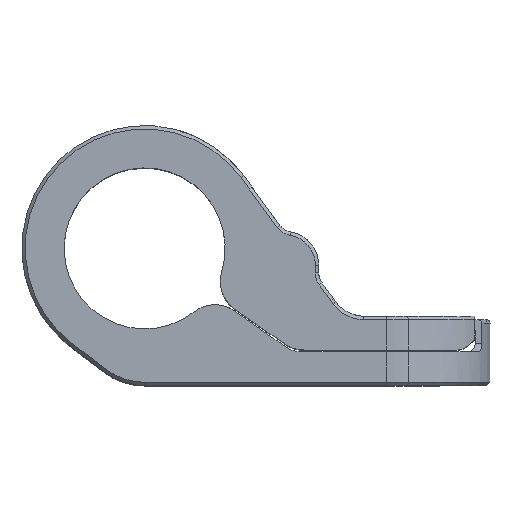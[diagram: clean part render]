
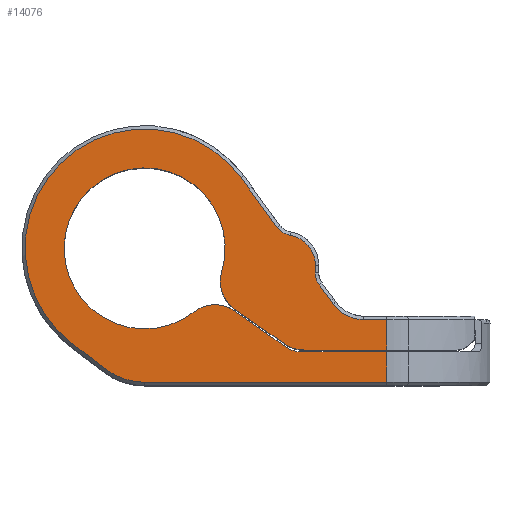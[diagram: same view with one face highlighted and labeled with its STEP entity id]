
A CAD part, top view. The second image highlights one B-rep face of the part: STEP entity #14076.
In plain terms, the highlighted planar face has unit normal (0, 0, 1).
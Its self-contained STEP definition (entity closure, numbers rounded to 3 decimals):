
#1276=CARTESIAN_POINT('',(13.17,-1.5,6.45));
#1277=DIRECTION('',(0.,0.,1.));
#1278=DIRECTION('',(-0.808,-0.59,0.));
#1279=AXIS2_PLACEMENT_3D('',#1276,#1277,#1278);
#1281=DIRECTION('',(-0.585,0.811,0.));
#1282=VECTOR('',#1281,0.049);
#1283=CARTESIAN_POINT('',(11.139,-3.286,6.45));
#1284=LINE('',#1283,#1282);
#1285=CARTESIAN_POINT('',(12.924,-2.,6.45));
#1286=DIRECTION('',(0.,0.,-1.));
#1287=DIRECTION('',(0.,-1.,0.));
#1288=AXIS2_PLACEMENT_3D('',#1285,#1286,#1287);
#1290=DIRECTION('',(-1.,0.,0.));
#1291=VECTOR('',#1290,1.36);
#1292=CARTESIAN_POINT('',(14.284,-4.2,6.45));
#1293=LINE('',#1292,#1291);
#1294=DIRECTION('',(0.,1.,0.));
#1295=VECTOR('',#1294,1.8);
#1296=CARTESIAN_POINT('',(14.284,-6.,6.45));
#1297=LINE('',#1296,#1295);
#1298=DIRECTION('',(1.,0.,0.));
#1299=VECTOR('',#1298,4.851);
#1300=CARTESIAN_POINT('',(9.433,-6.,6.45));
#1301=LINE('',#1300,#1299);
#1302=CARTESIAN_POINT('',(9.433,-3.9,6.45));
#1303=DIRECTION('',(0.,0.,1.));
#1304=DIRECTION('',(-0.574,-0.819,0.));
#1305=AXIS2_PLACEMENT_3D('',#1302,#1303,#1304);
#1307=DIRECTION('',(0.819,-0.574,0.));
#1308=VECTOR('',#1307,3.554);
#1309=CARTESIAN_POINT('',(5.317,-3.582,6.45));
#1310=LINE('',#1309,#1308);
#1311=CARTESIAN_POINT('',(6.464,-1.943,6.45));
#1312=DIRECTION('',(0.,0.,1.));
#1313=DIRECTION('',(-0.958,0.288,0.));
#1314=AXIS2_PLACEMENT_3D('',#1311,#1312,#1313);
#1316=CARTESIAN_POINT('',(4.147,-5.326,6.45));
#1317=DIRECTION('',(0.,0.,1.));
#1318=DIRECTION('',(0.574,0.819,0.));
#1319=AXIS2_PLACEMENT_3D('',#1316,#1317,#1318);
#1321=DIRECTION('',(-0.819,0.574,0.));
#1322=VECTOR('',#1321,3.733);
#1323=CARTESIAN_POINT('',(8.352,-5.829,6.45));
#1324=LINE('',#1323,#1322);
#1325=DIRECTION('',(-1.,0.,0.));
#1326=VECTOR('',#1325,5.072);
#1327=CARTESIAN_POINT('',(14.284,-6.1,6.45));
#1328=LINE('',#1327,#1326);
#1329=DIRECTION('',(0.,1.,0.));
#1330=VECTOR('',#1329,1.8);
#1331=CARTESIAN_POINT('',(14.284,-7.9,6.45));
#1332=LINE('',#1331,#1330);
#1333=DIRECTION('',(-1.,0.,0.));
#1334=VECTOR('',#1333,14.284);
#1335=CARTESIAN_POINT('',(14.284,-7.9,6.45));
#1336=LINE('',#1335,#1334);
#1337=CARTESIAN_POINT('',(0.,-4.1,6.45));
#1338=DIRECTION('',(0.,0.,-1.));
#1339=DIRECTION('',(0.,-1.,0.));
#1340=AXIS2_PLACEMENT_3D('',#1337,#1338,#1339);
#1342=DIRECTION('',(-0.793,0.61,0.));
#1343=VECTOR('',#1342,2.499);
#1344=CARTESIAN_POINT('',(-2.317,-7.112,6.45));
#1345=LINE('',#1344,#1343);
#1346=CARTESIAN_POINT('',(0.,0.,6.45));
#1347=DIRECTION('',(0.,0.,-1.));
#1348=DIRECTION('',(-0.61,-0.793,0.));
#1349=AXIS2_PLACEMENT_3D('',#1346,#1347,#1348);
#1351=DIRECTION('',(0.59,-0.808,0.));
#1352=VECTOR('',#1351,3.604);
#1353=CARTESIAN_POINT('',(5.693,4.158,6.45));
#1354=LINE('',#1353,#1352);
#1355=CARTESIAN_POINT('',(8.788,1.956,6.45));
#1356=DIRECTION('',(0.,0.,1.));
#1357=DIRECTION('',(-0.808,-0.59,0.));
#1358=AXIS2_PLACEMENT_3D('',#1355,#1356,#1357);
#1360=CARTESIAN_POINT('',(8.275,-1.,6.45));
#1361=DIRECTION('',(0.,0.,-1.));
#1362=DIRECTION('',(0.171,0.985,0.));
#1363=AXIS2_PLACEMENT_3D('',#1360,#1361,#1362);
#1365=DIRECTION('',(0.,-1.,0.));
#1366=VECTOR('',#1365,0.449);
#1367=CARTESIAN_POINT('',(10.075,-1.,6.45));
#1368=LINE('',#1367,#1366);
#1369=CARTESIAN_POINT('',(11.275,-1.449,6.45));
#1370=DIRECTION('',(0.,0.,1.));
#1371=DIRECTION('',(-1.,0.,0.));
#1372=AXIS2_PLACEMENT_3D('',#1369,#1370,#1371);
#1374=DIRECTION('',(0.59,-0.808,0.));
#1375=VECTOR('',#1374,1.158);
#1376=CARTESIAN_POINT('',(10.306,-2.157,6.45));
#1377=LINE('',#1376,#1375);
#2268=CARTESIAN_POINT('',(9.212,-4.6,6.45));
#2269=DIRECTION('',(0.,0.,-1.));
#2270=DIRECTION('',(0.,-1.,0.));
#2271=AXIS2_PLACEMENT_3D('',#2268,#2269,#2270);
#2466=CARTESIAN_POINT('',(0.,0.,6.45));
#2467=DIRECTION('',(0.,0.,-1.));
#2468=DIRECTION('',(0.614,-0.789,0.));
#2469=AXIS2_PLACEMENT_3D('',#2466,#2467,#2468);
#9993=CARTESIAN_POINT('',(5.294,-3.688,6.45));
#9994=VERTEX_POINT('',#9993);
#9995=CARTESIAN_POINT('',(2.918,-3.748,6.45));
#9996=VERTEX_POINT('',#9995);
#10001=CARTESIAN_POINT('',(4.549,-1.368,6.45));
#10002=CARTESIAN_POINT('',(5.317,-3.582,6.45));
#10003=VERTEX_POINT('',#10001);
#10004=VERTEX_POINT('',#10002);
#10017=CARTESIAN_POINT('',(8.228,-5.62,6.45));
#10018=VERTEX_POINT('',#10017);
#10019=CARTESIAN_POINT('',(9.433,-6.,6.45));
#10020=VERTEX_POINT('',#10019);
#10022=CARTESIAN_POINT('',(8.352,-5.829,6.45));
#10024=VERTEX_POINT('',#10022);
#10026=CARTESIAN_POINT('',(9.212,-6.1,6.45));
#10028=VERTEX_POINT('',#10026);
#12125=CARTESIAN_POINT('',(14.284,-6.1,6.45));
#12127=VERTEX_POINT('',#12125);
#12130=CARTESIAN_POINT('',(14.284,-6.,6.45));
#12132=VERTEX_POINT('',#12130);
#12205=CARTESIAN_POINT('',(10.99,-3.093,6.45));
#12206=CARTESIAN_POINT('',(11.11,-3.246,6.45));
#12207=VERTEX_POINT('',#12205);
#12208=VERTEX_POINT('',#12206);
#12215=CARTESIAN_POINT('',(10.306,-2.157,6.45));
#12216=VERTEX_POINT('',#12215);
#12219=CARTESIAN_POINT('',(10.075,-1.449,6.45));
#12220=VERTEX_POINT('',#12219);
#12223=CARTESIAN_POINT('',(10.075,-1.,6.45));
#12224=VERTEX_POINT('',#12223);
#12227=CARTESIAN_POINT('',(8.583,0.774,6.45));
#12228=VERTEX_POINT('',#12227);
#12231=CARTESIAN_POINT('',(7.819,1.248,6.45));
#12232=VERTEX_POINT('',#12231);
#12235=CARTESIAN_POINT('',(5.693,4.158,6.45));
#12236=VERTEX_POINT('',#12235);
#12239=CARTESIAN_POINT('',(-4.298,-5.588,6.45));
#12240=VERTEX_POINT('',#12239);
#12243=CARTESIAN_POINT('',(-2.317,-7.112,6.45));
#12244=VERTEX_POINT('',#12243);
#12247=CARTESIAN_POINT('',(0.,-7.9,6.45));
#12248=VERTEX_POINT('',#12247);
#12263=CARTESIAN_POINT('',(14.284,-7.9,6.45));
#12264=VERTEX_POINT('',#12263);
#12265=CARTESIAN_POINT('',(14.284,-4.2,6.45));
#12266=VERTEX_POINT('',#12265);
#12295=CARTESIAN_POINT('',(12.924,-4.2,6.45));
#12296=VERTEX_POINT('',#12295);
#12297=CARTESIAN_POINT('',(11.139,-3.286,6.45));
#12298=VERTEX_POINT('',#12297);
#14026=CARTESIAN_POINT('',(0.,0.,6.45));
#14027=DIRECTION('',(0.,0.,1.));
#14028=DIRECTION('',(1.,0.,0.));
#14029=AXIS2_PLACEMENT_3D('',#14026,#14027,#14028);
#14030=PLANE('',#14029);
#14031=ORIENTED_EDGE('',*,*,#14016,.T.);
#14033=ORIENTED_EDGE('',*,*,#14032,.F.);
#14035=ORIENTED_EDGE('',*,*,#14034,.F.);
#14037=ORIENTED_EDGE('',*,*,#14036,.F.);
#14039=ORIENTED_EDGE('',*,*,#14038,.F.);
#14040=ORIENTED_EDGE('',*,*,#12794,.F.);
#14042=ORIENTED_EDGE('',*,*,#14041,.F.);
#14044=ORIENTED_EDGE('',*,*,#14043,.F.);
#14046=ORIENTED_EDGE('',*,*,#14045,.F.);
#14048=ORIENTED_EDGE('',*,*,#14047,.F.);
#14050=ORIENTED_EDGE('',*,*,#14049,.F.);
#14052=ORIENTED_EDGE('',*,*,#14051,.F.);
#14054=ORIENTED_EDGE('',*,*,#14053,.F.);
#14056=ORIENTED_EDGE('',*,*,#14055,.F.);
#14058=ORIENTED_EDGE('',*,*,#14057,.F.);
#14060=ORIENTED_EDGE('',*,*,#14059,.T.);
#14062=ORIENTED_EDGE('',*,*,#14061,.T.);
#14064=ORIENTED_EDGE('',*,*,#14063,.T.);
#14065=ORIENTED_EDGE('',*,*,#13415,.T.);
#14066=ORIENTED_EDGE('',*,*,#13430,.T.);
#14067=ORIENTED_EDGE('',*,*,#13445,.T.);
#14068=ORIENTED_EDGE('',*,*,#13490,.T.);
#14069=ORIENTED_EDGE('',*,*,#13505,.T.);
#14071=ORIENTED_EDGE('',*,*,#14070,.T.);
#14073=ORIENTED_EDGE('',*,*,#14072,.T.);
#14074=EDGE_LOOP('',(#14031,#14033,#14035,#14037,#14039,#14040,#14042,#14044,
#14046,#14048,#14050,#14052,#14054,#14056,#14058,#14060,#14062,#14064,#14065,
#14066,#14067,#14068,#14069,#14071,#14073));
#14075=FACE_OUTER_BOUND('',#14074,.F.);
#14076=ADVANCED_FACE('',(#14075),#14030,.T.);
#1280=CIRCLE('',#1279,2.7);
#1289=CIRCLE('',#1288,2.2);
#1306=CIRCLE('',#1305,2.1);
#1315=CIRCLE('',#1314,2.);
#1320=CIRCLE('',#1319,2.);
#1341=CIRCLE('',#1340,3.8);
#1350=CIRCLE('',#1349,7.05);
#1359=CIRCLE('',#1358,1.2);
#1364=CIRCLE('',#1363,1.8);
#1373=CIRCLE('',#1372,1.2);
#2272=CIRCLE('',#2271,1.5);
#2470=CIRCLE('',#2469,4.75);
#12794=EDGE_CURVE('',#10020,#12132,#1301,.T.);
#13415=EDGE_CURVE('',#12240,#12236,#1350,.T.);
#13430=EDGE_CURVE('',#12236,#12232,#1354,.T.);
#13445=EDGE_CURVE('',#12232,#12228,#1359,.T.);
#13490=EDGE_CURVE('',#12228,#12224,#1364,.T.);
#13505=EDGE_CURVE('',#12224,#12220,#1368,.T.);
#14016=EDGE_CURVE('',#12207,#12208,#1280,.T.);
#14032=EDGE_CURVE('',#12298,#12208,#1284,.T.);
#14034=EDGE_CURVE('',#12296,#12298,#1289,.T.);
#14036=EDGE_CURVE('',#12266,#12296,#1293,.T.);
#14038=EDGE_CURVE('',#12132,#12266,#1297,.T.);
#14041=EDGE_CURVE('',#10018,#10020,#1306,.T.);
#14043=EDGE_CURVE('',#10004,#10018,#1310,.T.);
#14045=EDGE_CURVE('',#10003,#10004,#1315,.T.);
#14047=EDGE_CURVE('',#9996,#10003,#2470,.T.);
#14049=EDGE_CURVE('',#9994,#9996,#1320,.T.);
#14051=EDGE_CURVE('',#10024,#9994,#1324,.T.);
#14053=EDGE_CURVE('',#10028,#10024,#2272,.T.);
#14055=EDGE_CURVE('',#12127,#10028,#1328,.T.);
#14057=EDGE_CURVE('',#12264,#12127,#1332,.T.);
#14059=EDGE_CURVE('',#12264,#12248,#1336,.T.);
#14061=EDGE_CURVE('',#12248,#12244,#1341,.T.);
#14063=EDGE_CURVE('',#12244,#12240,#1345,.T.);
#14070=EDGE_CURVE('',#12220,#12216,#1373,.T.);
#14072=EDGE_CURVE('',#12216,#12207,#1377,.T.);
